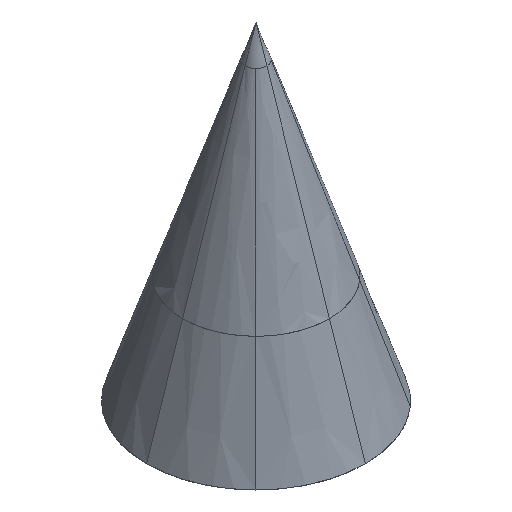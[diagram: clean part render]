
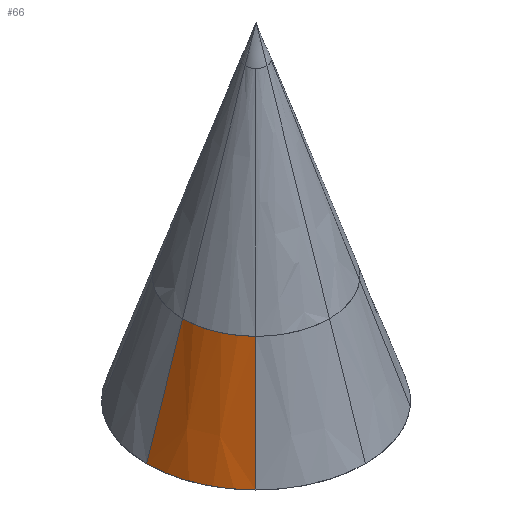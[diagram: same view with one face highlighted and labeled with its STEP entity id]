
A CAD part, isometric view. The second image highlights one B-rep face of the part: STEP entity #66.
In plain terms, the highlighted free-form (B-spline) face has degree [3, 3] with [6, 6] control points.
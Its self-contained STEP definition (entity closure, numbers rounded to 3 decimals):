
#66=ADVANCED_FACE('',(#90),#906,.T.);
#90=FACE_OUTER_BOUND('',#114,.T.);
#114=EDGE_LOOP('',(#156,#157,#158,#159));
#156=ORIENTED_EDGE('',*,*,#540,.T.);
#157=ORIENTED_EDGE('',*,*,#541,.T.);
#158=ORIENTED_EDGE('',*,*,#542,.T.);
#159=ORIENTED_EDGE('',*,*,#543,.T.);
#252=PCURVE('',#906,#348);
#253=PCURVE('',#906,#349);
#254=PCURVE('',#906,#350);
#255=PCURVE('',#906,#351);
#348=DEFINITIONAL_REPRESENTATION('',(#661),#4110);
#349=DEFINITIONAL_REPRESENTATION('',(#663),#4110);
#350=DEFINITIONAL_REPRESENTATION('',(#665),#4110);
#351=DEFINITIONAL_REPRESENTATION('',(#667),#4110);
#444=SURFACE_CURVE('',#660,(#252),.PCURVE_S1.);
#445=SURFACE_CURVE('',#662,(#253),.PCURVE_S1.);
#446=SURFACE_CURVE('',#664,(#254),.PCURVE_S1.);
#447=SURFACE_CURVE('',#666,(#255),.PCURVE_S1.);
#540=EDGE_CURVE('',#828,#830,#444,.T.);
#541=EDGE_CURVE('',#830,#831,#445,.T.);
#542=EDGE_CURVE('',#831,#829,#446,.T.);
#543=EDGE_CURVE('',#829,#828,#447,.T.);
#660=B_SPLINE_CURVE_WITH_KNOTS('',3,(#1771,#1772,#1773,#1774,#1775,#1776),
 .UNSPECIFIED.,.F.,.F.,(4,1,1,4),(0.,0.084,0.168,
0.251),.UNSPECIFIED.);
#661=B_SPLINE_CURVE_WITH_KNOTS('',1,(#1777,#1778),.UNSPECIFIED.,.F.,.F.,
(2,2),(0.,0.251),.UNSPECIFIED.);
#662=B_SPLINE_CURVE_WITH_KNOTS('',3,(#1779,#1780,#1781,#1782,#1783,#1784),
 .UNSPECIFIED.,.F.,.F.,(4,1,1,4),(0.,0.346,0.692,
1.038),.UNSPECIFIED.);
#663=B_SPLINE_CURVE_WITH_KNOTS('',1,(#1785,#1786),.UNSPECIFIED.,.F.,.F.,
(2,2),(0.,1.038),.UNSPECIFIED.);
#664=B_SPLINE_CURVE_WITH_KNOTS('',3,(#1787,#1788,#1789,#1790,#1791,#1792),
 .UNSPECIFIED.,.F.,.F.,(4,1,1,4),(-0.647,-0.431,
-0.216,0.),.UNSPECIFIED.);
#665=B_SPLINE_CURVE_WITH_KNOTS('',1,(#1793,#1794),.UNSPECIFIED.,.F.,.F.,
(2,2),(-0.647,0.),.UNSPECIFIED.);
#666=B_SPLINE_CURVE_WITH_KNOTS('',3,(#1795,#1796,#1797,#1798,#1799,#1800),
 .UNSPECIFIED.,.F.,.F.,(4,1,1,4),(-1.038,-0.692,-0.346,
0.),.UNSPECIFIED.);
#667=B_SPLINE_CURVE_WITH_KNOTS('',1,(#1801,#1802),.UNSPECIFIED.,.F.,.F.,
(2,2),(-1.038,0.),.UNSPECIFIED.);
#828=VERTEX_POINT('',#1767);
#829=VERTEX_POINT('',#1768);
#830=VERTEX_POINT('',#1769);
#831=VERTEX_POINT('',#1770);
#906=B_SPLINE_SURFACE_WITH_KNOTS('',3,3,((#1731,#1732,#1733,#1734,#1735,
#1736),(#1737,#1738,#1739,#1740,#1741,#1742),(#1743,#1744,#1745,#1746,#1747,
#1748),(#1749,#1750,#1751,#1752,#1753,#1754),(#1755,#1756,#1757,#1758,#1759,
#1760),(#1761,#1762,#1763,#1764,#1765,#1766)),.UNSPECIFIED.,.F.,.F.,.F.,
(4,1,1,4),(4,1,1,4),(0.,0.216,0.431,0.647),
(0.,0.346,0.692,1.038),.UNSPECIFIED.);
#1731=CARTESIAN_POINT('',(-0.477,-0.473,-0.015));
#1732=CARTESIAN_POINT('',(-0.503,-0.499,-0.124));
#1733=CARTESIAN_POINT('',(-0.555,-0.55,-0.343));
#1734=CARTESIAN_POINT('',(-0.632,-0.627,-0.672));
#1735=CARTESIAN_POINT('',(-0.684,-0.679,-0.891));
#1736=CARTESIAN_POINT('',(-0.71,-0.704,-1.));
#1737=CARTESIAN_POINT('',(-0.518,-0.432,-0.015));
#1738=CARTESIAN_POINT('',(-0.546,-0.455,-0.124));
#1739=CARTESIAN_POINT('',(-0.602,-0.502,-0.343));
#1740=CARTESIAN_POINT('',(-0.687,-0.573,-0.672));
#1741=CARTESIAN_POINT('',(-0.743,-0.619,-0.891));
#1742=CARTESIAN_POINT('',(-0.771,-0.643,-1.));
#1743=CARTESIAN_POINT('',(-0.589,-0.338,-0.015));
#1744=CARTESIAN_POINT('',(-0.621,-0.356,-0.124));
#1745=CARTESIAN_POINT('',(-0.685,-0.393,-0.343));
#1746=CARTESIAN_POINT('',(-0.781,-0.448,-0.672));
#1747=CARTESIAN_POINT('',(-0.845,-0.485,-0.891));
#1748=CARTESIAN_POINT('',(-0.877,-0.503,-1.));
#1749=CARTESIAN_POINT('',(-0.656,-0.175,-0.015));
#1750=CARTESIAN_POINT('',(-0.691,-0.184,-0.124));
#1751=CARTESIAN_POINT('',(-0.763,-0.203,-0.343));
#1752=CARTESIAN_POINT('',(-0.87,-0.232,-0.672));
#1753=CARTESIAN_POINT('',(-0.942,-0.251,-0.891));
#1754=CARTESIAN_POINT('',(-0.977,-0.261,-1.));
#1755=CARTESIAN_POINT('',(-0.672,-0.058,-0.015));
#1756=CARTESIAN_POINT('',(-0.708,-0.061,-0.124));
#1757=CARTESIAN_POINT('',(-0.781,-0.068,-0.343));
#1758=CARTESIAN_POINT('',(-0.891,-0.077,-0.672));
#1759=CARTESIAN_POINT('',(-0.964,-0.083,-0.891));
#1760=CARTESIAN_POINT('',(-1.,-0.087,-1.));
#1761=CARTESIAN_POINT('',(-0.672,0.,-0.015));
#1762=CARTESIAN_POINT('',(-0.708,0.,-0.124));
#1763=CARTESIAN_POINT('',(-0.781,0.,-0.343));
#1764=CARTESIAN_POINT('',(-0.891,0.,-0.672));
#1765=CARTESIAN_POINT('',(-0.964,0.,-0.891));
#1766=CARTESIAN_POINT('',(-1.,0.,-1.));
#1767=CARTESIAN_POINT('',(-0.477,-0.473,-0.015));
#1768=CARTESIAN_POINT('',(-0.71,-0.704,-1.));
#1769=CARTESIAN_POINT('',(-0.672,0.,-0.015));
#1770=CARTESIAN_POINT('',(-1.,0.,-1.));
#1771=CARTESIAN_POINT('',(-0.477,-0.473,-0.015));
#1772=CARTESIAN_POINT('',(-0.518,-0.432,-0.015));
#1773=CARTESIAN_POINT('',(-0.589,-0.338,-0.015));
#1774=CARTESIAN_POINT('',(-0.656,-0.175,-0.015));
#1775=CARTESIAN_POINT('',(-0.672,-0.058,-0.015));
#1776=CARTESIAN_POINT('',(-0.672,0.,-0.015));
#1777=CARTESIAN_POINT('',(0.,0.));
#1778=CARTESIAN_POINT('',(0.647,0.));
#1779=CARTESIAN_POINT('',(-0.672,0.,-0.015));
#1780=CARTESIAN_POINT('',(-0.708,0.,-0.124));
#1781=CARTESIAN_POINT('',(-0.781,0.,-0.343));
#1782=CARTESIAN_POINT('',(-0.891,0.,-0.672));
#1783=CARTESIAN_POINT('',(-0.964,0.,-0.891));
#1784=CARTESIAN_POINT('',(-1.,0.,-1.));
#1785=CARTESIAN_POINT('',(0.647,0.));
#1786=CARTESIAN_POINT('',(0.647,1.038));
#1787=CARTESIAN_POINT('',(-1.,0.,-1.));
#1788=CARTESIAN_POINT('',(-1.,-0.087,-1.));
#1789=CARTESIAN_POINT('',(-0.977,-0.261,-1.));
#1790=CARTESIAN_POINT('',(-0.877,-0.503,-1.));
#1791=CARTESIAN_POINT('',(-0.771,-0.643,-1.));
#1792=CARTESIAN_POINT('',(-0.71,-0.704,-1.));
#1793=CARTESIAN_POINT('',(0.647,1.038));
#1794=CARTESIAN_POINT('',(0.,1.038));
#1795=CARTESIAN_POINT('',(-0.71,-0.704,-1.));
#1796=CARTESIAN_POINT('',(-0.684,-0.679,-0.891));
#1797=CARTESIAN_POINT('',(-0.632,-0.627,-0.672));
#1798=CARTESIAN_POINT('',(-0.555,-0.55,-0.343));
#1799=CARTESIAN_POINT('',(-0.503,-0.499,-0.124));
#1800=CARTESIAN_POINT('',(-0.477,-0.473,-0.015));
#1801=CARTESIAN_POINT('',(0.,1.038));
#1802=CARTESIAN_POINT('',(0.,0.));
#4110=(
GEOMETRIC_REPRESENTATION_CONTEXT(2)
PARAMETRIC_REPRESENTATION_CONTEXT()
REPRESENTATION_CONTEXT('pspace','')
);
